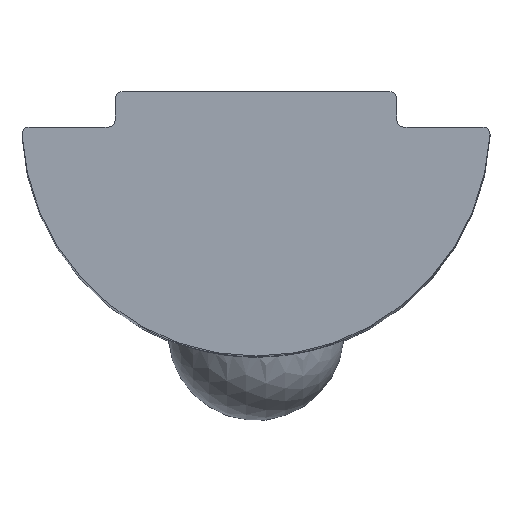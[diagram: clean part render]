
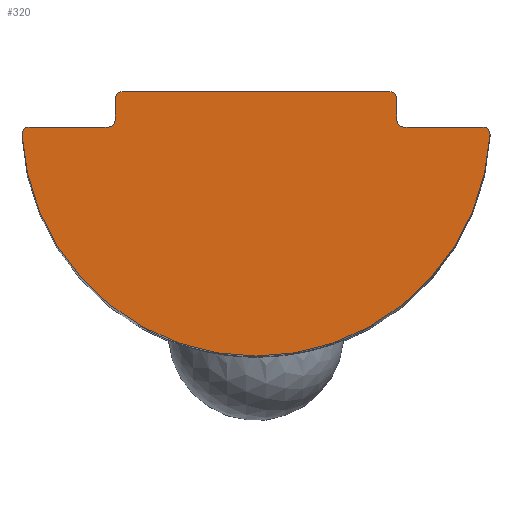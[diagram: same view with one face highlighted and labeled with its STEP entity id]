
A CAD part, top view. The second image highlights one B-rep face of the part: STEP entity #320.
In plain terms, the highlighted planar face has unit normal (0, 0, 1).
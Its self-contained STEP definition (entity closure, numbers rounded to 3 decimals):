
#25=PLANE('',#372);
#37=FACE_OUTER_BOUND('',#56,.T.);
#56=EDGE_LOOP('',(#260,#261,#262,#263,#264,#265,#266,#267,#268,#269,#270,
#271));
#82=LINE('',#595,#106);
#85=LINE('',#603,#109);
#88=LINE('',#611,#112);
#89=LINE('',#616,#113);
#90=LINE('',#620,#114);
#106=VECTOR('',#426,10.);
#109=VECTOR('',#435,10.);
#112=VECTOR('',#444,10.);
#113=VECTOR('',#449,10.);
#114=VECTOR('',#452,10.);
#129=CIRCLE('',#364,0.2);
#130=CIRCLE('',#367,0.2);
#131=CIRCLE('',#370,0.2);
#132=CIRCLE('',#373,0.2);
#133=CIRCLE('',#374,0.2);
#134=CIRCLE('',#375,0.2);
#135=CIRCLE('',#376,6.652);
#154=VERTEX_POINT('',#587);
#155=VERTEX_POINT('',#589);
#156=VERTEX_POINT('',#593);
#157=VERTEX_POINT('',#597);
#158=VERTEX_POINT('',#601);
#159=VERTEX_POINT('',#605);
#160=VERTEX_POINT('',#609);
#161=VERTEX_POINT('',#613);
#162=VERTEX_POINT('',#615);
#163=VERTEX_POINT('',#617);
#164=VERTEX_POINT('',#619);
#165=VERTEX_POINT('',#621);
#188=EDGE_CURVE('',#155,#154,#129,.T.);
#191=EDGE_CURVE('',#154,#156,#82,.T.);
#193=EDGE_CURVE('',#156,#157,#130,.T.);
#195=EDGE_CURVE('',#157,#158,#85,.T.);
#197=EDGE_CURVE('',#158,#159,#131,.T.);
#199=EDGE_CURVE('',#159,#160,#88,.T.);
#200=EDGE_CURVE('',#160,#161,#132,.T.);
#201=EDGE_CURVE('',#161,#162,#89,.T.);
#202=EDGE_CURVE('',#162,#163,#133,.T.);
#203=EDGE_CURVE('',#163,#164,#90,.T.);
#204=EDGE_CURVE('',#164,#165,#134,.T.);
#205=EDGE_CURVE('',#165,#155,#135,.T.);
#260=ORIENTED_EDGE('',*,*,#188,.T.);
#261=ORIENTED_EDGE('',*,*,#191,.T.);
#262=ORIENTED_EDGE('',*,*,#193,.T.);
#263=ORIENTED_EDGE('',*,*,#195,.T.);
#264=ORIENTED_EDGE('',*,*,#197,.T.);
#265=ORIENTED_EDGE('',*,*,#199,.T.);
#266=ORIENTED_EDGE('',*,*,#200,.T.);
#267=ORIENTED_EDGE('',*,*,#201,.T.);
#268=ORIENTED_EDGE('',*,*,#202,.T.);
#269=ORIENTED_EDGE('',*,*,#203,.T.);
#270=ORIENTED_EDGE('',*,*,#204,.T.);
#271=ORIENTED_EDGE('',*,*,#205,.T.);
#320=ADVANCED_FACE('',(#37),#25,.T.);
#364=AXIS2_PLACEMENT_3D('',#590,#420,#421);
#367=AXIS2_PLACEMENT_3D('',#599,#430,#431);
#370=AXIS2_PLACEMENT_3D('',#607,#439,#440);
#372=AXIS2_PLACEMENT_3D('',#612,#445,#446);
#373=AXIS2_PLACEMENT_3D('',#614,#447,#448);
#374=AXIS2_PLACEMENT_3D('',#618,#450,#451);
#375=AXIS2_PLACEMENT_3D('',#622,#453,#454);
#376=AXIS2_PLACEMENT_3D('',#623,#455,#456);
#420=DIRECTION('center_axis',(0.,0.,1.));
#421=DIRECTION('ref_axis',(-1.,0.,0.));
#426=DIRECTION('',(-1.,0.,0.));
#430=DIRECTION('center_axis',(0.,0.,-1.));
#431=DIRECTION('ref_axis',(1.,0.,0.));
#435=DIRECTION('',(0.,1.,0.));
#439=DIRECTION('center_axis',(0.,0.,1.));
#440=DIRECTION('ref_axis',(-1.,0.,0.));
#444=DIRECTION('',(-1.,0.,0.));
#445=DIRECTION('center_axis',(0.,0.,1.));
#446=DIRECTION('ref_axis',(1.,0.,0.));
#447=DIRECTION('center_axis',(0.,0.,1.));
#448=DIRECTION('ref_axis',(-1.,0.,0.));
#449=DIRECTION('',(0.,-1.,0.));
#450=DIRECTION('center_axis',(0.,0.,-1.));
#451=DIRECTION('ref_axis',(1.,0.,0.));
#452=DIRECTION('',(-1.,0.,0.));
#453=DIRECTION('center_axis',(0.,0.,1.));
#454=DIRECTION('ref_axis',(-1.,0.,0.));
#455=DIRECTION('center_axis',(0.,0.,1.));
#456=DIRECTION('ref_axis',(-1.,0.,0.));
#587=CARTESIAN_POINT('',(6.442,0.,50.));
#589=CARTESIAN_POINT('',(6.642,-0.211,50.));
#590=CARTESIAN_POINT('Origin',(6.442,-0.2,50.));
#593=CARTESIAN_POINT('',(4.2,0.,50.));
#595=CARTESIAN_POINT('',(2.,0.,50.));
#597=CARTESIAN_POINT('',(4.,0.2,50.));
#599=CARTESIAN_POINT('Origin',(4.2,0.2,50.));
#601=CARTESIAN_POINT('',(4.,0.8,50.));
#603=CARTESIAN_POINT('',(4.,-1.325,50.));
#605=CARTESIAN_POINT('',(3.8,1.,50.));
#607=CARTESIAN_POINT('Origin',(3.8,0.8,50.));
#609=CARTESIAN_POINT('',(-3.8,1.,50.));
#611=CARTESIAN_POINT('',(-2.,1.,50.));
#612=CARTESIAN_POINT('Origin',(0.,-3.65,50.));
#613=CARTESIAN_POINT('',(-4.,0.8,50.));
#614=CARTESIAN_POINT('Origin',(-3.8,0.8,50.));
#615=CARTESIAN_POINT('',(-4.,0.2,50.));
#616=CARTESIAN_POINT('',(-4.,-1.825,50.));
#617=CARTESIAN_POINT('',(-4.2,0.,50.));
#618=CARTESIAN_POINT('Origin',(-4.2,0.2,50.));
#619=CARTESIAN_POINT('',(-6.442,0.,50.));
#620=CARTESIAN_POINT('',(-3.325,0.,50.));
#621=CARTESIAN_POINT('',(-6.642,-0.211,50.));
#622=CARTESIAN_POINT('Origin',(-6.442,-0.2,50.));
#623=CARTESIAN_POINT('Origin',(0.,0.152,50.));
